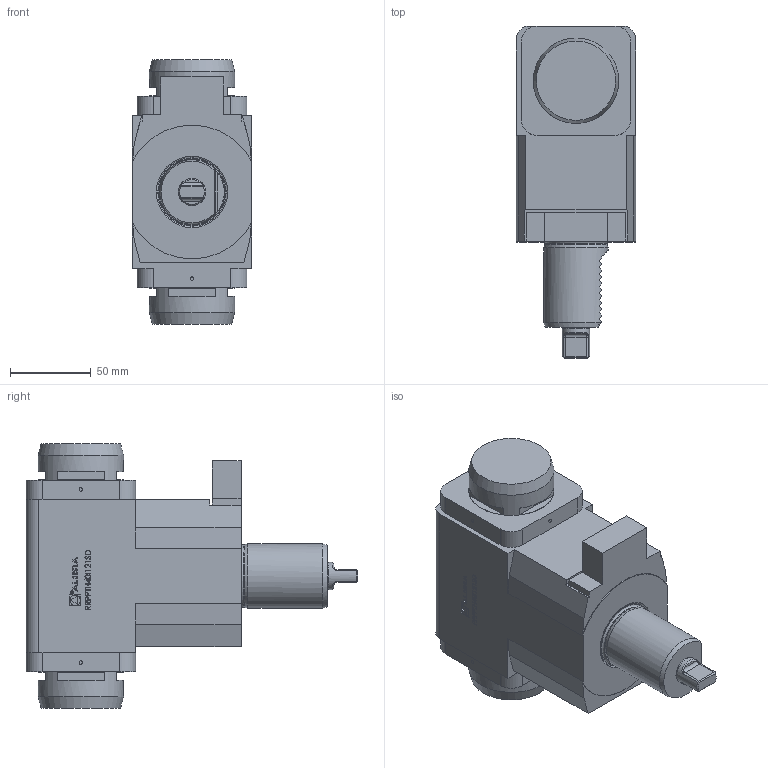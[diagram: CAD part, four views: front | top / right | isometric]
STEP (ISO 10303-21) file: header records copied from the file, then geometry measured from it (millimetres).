
FILE_DESCRIPTION (( 'STEP AP214' ), '1' );
FILE_NAME ('RRPPTH40I121SD.STEP', '2025-03-17T16:16:10', ( '' ), ( '' ), 'SwSTEP 2.0', 'SolidWorks 2023', '' );
FILE_SCHEMA (( 'AUTOMOTIVE_DESIGN' ));
Length unit declared in the file: millimetre
Products named in the file (1): RRPPTH40I121SD
Bounding box: 74 x 206 x 164 mm (x, y, z)
Volume: 1190622.6 mm3; surface area: 82288 mm2
Topology: 1 solids, 1 shells, 472 faces, 1235 edges, 822 vertices
Faces by surface type: plane 331, bspline 68, cylinder 62, cone 8, torus 3
Full cylindrical faces by diameter (mm): 1.7 x1, 2.1 x1, 6.366 x1, 16.98 x1, 17 x2, 38.7 x1, 40 x1, 53 x2
Entity records: 22062 total; most frequent: CARTESIAN_POINT 7945, ORIENTED_EDGE 2414, DIRECTION 1924, EDGE_CURVE 1207, VECTOR 854, LINE 854, VERTEX_POINT 812, EDGE_LOOP 547
